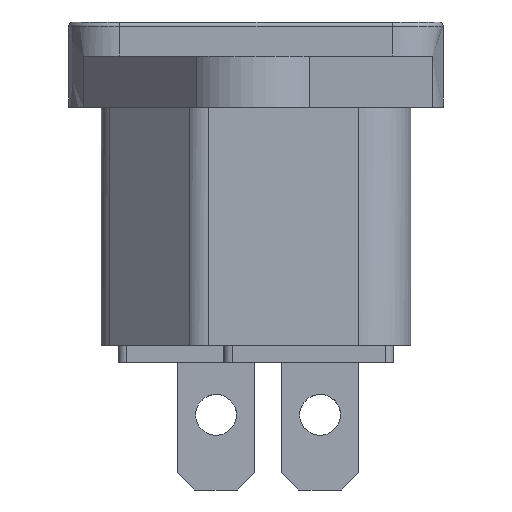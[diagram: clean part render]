
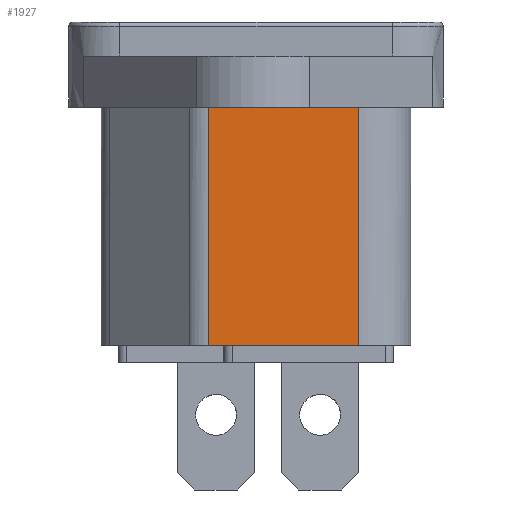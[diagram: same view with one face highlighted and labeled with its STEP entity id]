
A CAD part, front view. The second image highlights one B-rep face of the part: STEP entity #1927.
In plain terms, the highlighted free-form (B-spline) face has degree [1, 1] with [2, 2] control points.
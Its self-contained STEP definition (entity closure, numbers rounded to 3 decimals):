
#1899 = EDGE_CURVE('',#1900,#1902,#1904,.T.);
#1900 = VERTEX_POINT('',#1901);
#1901 = CARTESIAN_POINT('',(-2.892,-13.565,
    -5.178));
#1902 = VERTEX_POINT('',#1903);
#1903 = CARTESIAN_POINT('',(-2.892,-13.565,
    -19.675));
#1904 = B_SPLINE_CURVE_WITH_KNOTS('',1,(#1905,#1906),.UNSPECIFIED.,.F.,
  .F.,(2,2),(0.,14.),.PIECEWISE_BEZIER_KNOTS.);
#1905 = CARTESIAN_POINT('',(-2.892,-13.565,
    -5.178));
#1906 = CARTESIAN_POINT('',(-2.892,-13.565,
    -19.675));
#1927 = ADVANCED_FACE('',(#1928),#1950,.T.);
#1928 = FACE_BOUND('',#1929,.T.);
#1929 = EDGE_LOOP('',(#1930,#1939,#1944,#1945));
#1930 = ORIENTED_EDGE('',*,*,#1931,.F.);
#1931 = EDGE_CURVE('',#1932,#1934,#1936,.T.);
#1932 = VERTEX_POINT('',#1933);
#1933 = CARTESIAN_POINT('',(6.213,-13.565,
    -5.178));
#1934 = VERTEX_POINT('',#1935);
#1935 = CARTESIAN_POINT('',(6.213,-13.565,
    -19.675));
#1936 = B_SPLINE_CURVE_WITH_KNOTS('',1,(#1937,#1938),.UNSPECIFIED.,.F.,
  .F.,(2,2),(0.,14.),.PIECEWISE_BEZIER_KNOTS.);
#1937 = CARTESIAN_POINT('',(6.213,-13.565,
    -5.178));
#1938 = CARTESIAN_POINT('',(6.213,-13.565,
    -19.675));
#1939 = ORIENTED_EDGE('',*,*,#1940,.F.);
#1940 = EDGE_CURVE('',#1900,#1932,#1941,.T.);
#1941 = B_SPLINE_CURVE_WITH_KNOTS('',1,(#1942,#1943),.UNSPECIFIED.,.F.,
  .F.,(2,2),(-5.793,3.),.PIECEWISE_BEZIER_KNOTS.);
#1942 = CARTESIAN_POINT('',(-2.892,-13.565,
    -5.178));
#1943 = CARTESIAN_POINT('',(6.213,-13.565,
    -5.178));
#1944 = ORIENTED_EDGE('',*,*,#1899,.T.);
#1945 = ORIENTED_EDGE('',*,*,#1946,.F.);
#1946 = EDGE_CURVE('',#1934,#1902,#1947,.T.);
#1947 = B_SPLINE_CURVE_WITH_KNOTS('',1,(#1948,#1949),.UNSPECIFIED.,.F.,
  .F.,(2,2),(0.,8.793),.PIECEWISE_BEZIER_KNOTS.);
#1948 = CARTESIAN_POINT('',(6.213,-13.565,
    -19.675));
#1949 = CARTESIAN_POINT('',(-2.892,-13.565,
    -19.675));
#1950 = B_SPLINE_SURFACE_WITH_KNOTS('',1,1,(
    (#1951,#1952)
    ,(#1953,#1954
    )),.UNSPECIFIED.,.F.,.F.,.F.,(2,2),(2,2),(0.,8.793),(0.,14.
    ),.PIECEWISE_BEZIER_KNOTS.);
#1951 = CARTESIAN_POINT('',(6.213,-13.565,
    -5.178));
#1952 = CARTESIAN_POINT('',(6.213,-13.565,
    -19.675));
#1953 = CARTESIAN_POINT('',(-2.892,-13.565,
    -5.178));
#1954 = CARTESIAN_POINT('',(-2.892,-13.565,
    -19.675));
